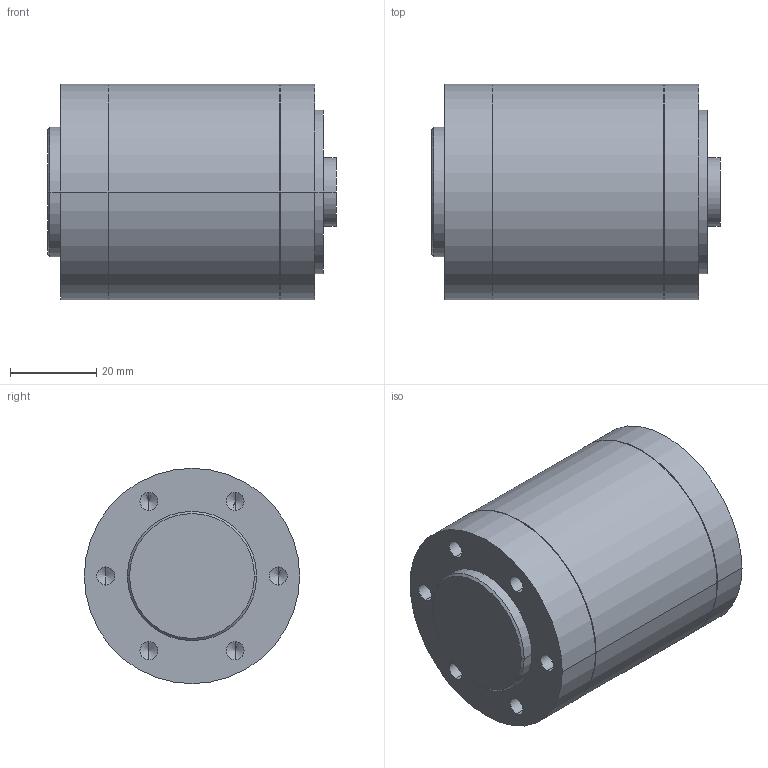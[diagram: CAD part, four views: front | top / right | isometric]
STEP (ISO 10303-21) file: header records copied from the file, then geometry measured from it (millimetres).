
FILE_DESCRIPTION (( 'STEP AP203' ), '1' );
FILE_NAME ('RÇducteur Harmonic Drive HDUC 14 1U-CC_Défaut_sldprt.STEP', '2017-12-12T20:32:47', ( '' ), ( '' ), 'SwSTEP 2.0', 'SolidWorks 2016', '' );
FILE_SCHEMA (( 'CONFIG_CONTROL_DESIGN' ));
Length unit declared in the file: millimetre
Products named in the file (1): RÇducteur Harmonic Drive HDUC 14 1U-CC_Défaut_sldprt
Bounding box: 67 x 50 x 50 mm (x, y, z)
Volume: 79567.9 mm3; surface area: 21689.8 mm2
Topology: 1 solids, 2 shells, 67 faces, 142 edges, 84 vertices
Faces by surface type: cylinder 38, plane 15, cone 14
Entity records: 1813 total; most frequent: DIRECTION 344, CARTESIAN_POINT 282, ORIENTED_EDGE 260, AXIS2_PLACEMENT_3D 146, EDGE_CURVE 130, EDGE_LOOP 84, VERTEX_POINT 84, CIRCLE 78
